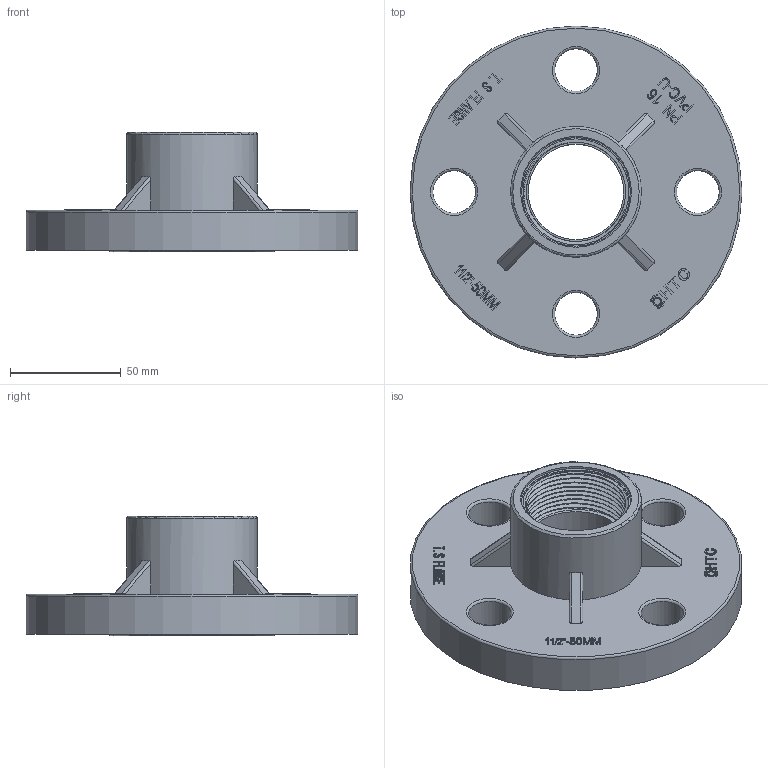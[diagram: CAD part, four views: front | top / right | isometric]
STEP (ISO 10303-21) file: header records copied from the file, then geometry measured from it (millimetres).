
FILE_DESCRIPTION(/* description */ (''),/* implementation_level */ '2;1');
FILE_NAME(/* name */ '50固定法兰新.stp',/* time_stamp */ '2025-03-13T08:15:50+08:00',/* author */ (''),/* organization */ (''),/* preprocessor_version */ 'ST-DEVELOPER v16',/* originating_system */ 'SIEMENS PLM Software NX 10.0',/* authorisation */ '');
FILE_SCHEMA (('AUTOMOTIVE_DESIGN { 1 0 10303 214 3 1 1 1 }'));
Length unit declared in the file: millimetre
Products named in the file (1): gelv1160A6EC1cdt
Bounding box: 149.8 x 149.8 x 53.9 mm (x, y, z)
Volume: 228691.6 mm3; surface area: 72291.1 mm2
Topology: 1 solids, 1 shells, 538 faces, 1445 edges, 963 vertices
Faces by surface type: plane 323, extrusion 121, cylinder 71, torus 21, bspline 2
Full cylindrical faces by diameter (mm): 3.108 x1, 4.144 x1, 19.2 x4, 43 x1, 47.803 x9, 50 x1, 53.7 x1, 56.1 x1, 59 x1, 62.5 x1, 64.9 x1, 72.4 x1, 74.8 x1, 149.8 x1
Entity records: 20699 total; most frequent: CARTESIAN_POINT 8537, ORIENTED_EDGE 2748, DIRECTION 1913, EDGE_CURVE 1374, VERTEX_POINT 931, VECTOR 809, LINE 688, B_SPLINE_CURVE_WITH_KNOTS 662
